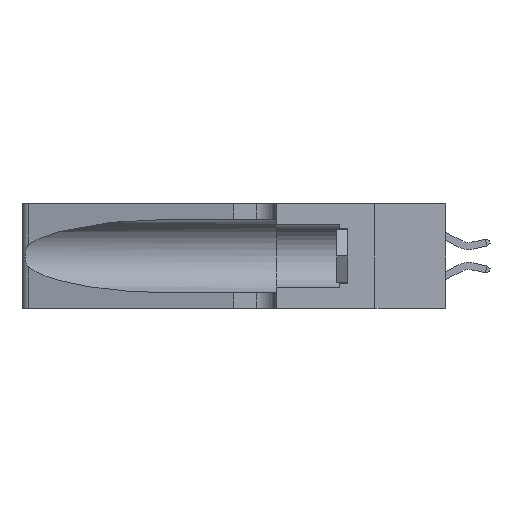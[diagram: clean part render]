
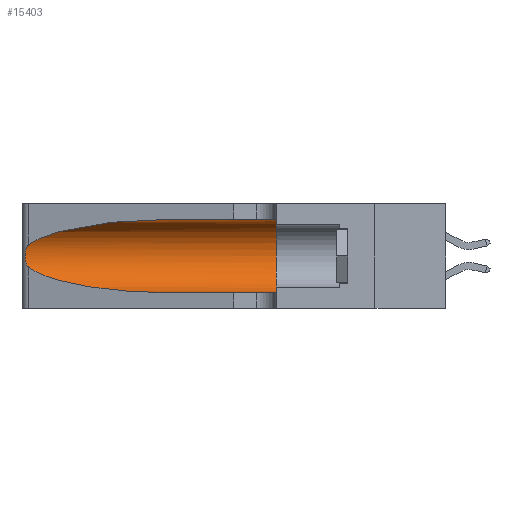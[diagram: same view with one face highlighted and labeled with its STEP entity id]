
A CAD part, left-side view. The second image highlights one B-rep face of the part: STEP entity #15403.
In plain terms, the highlighted cylindrical face has radius 3.308 mm (diameter 6.617 mm), a partial arc.
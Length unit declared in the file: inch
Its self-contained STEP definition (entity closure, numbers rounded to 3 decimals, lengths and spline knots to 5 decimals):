
#615 = VERTEX_POINT ( 'NONE', #17115 ) ;
#673 = CARTESIAN_POINT ( 'NONE',  ( 0.25487, 1.22718, 0.14631 ) ) ;
#1081 = CARTESIAN_POINT ( 'NONE',  ( 0.1305, 0.72297, 0.05475 ) ) ;
#1592 = DIRECTION ( 'NONE',  ( 0., -1., 0. ) ) ;
#1779 = EDGE_CURVE ( 'NONE', #14538, #8252, #10194, .T. ) ;
#2591 = CARTESIAN_POINT ( 'NONE',  ( 0.25787, 1.23484, 0.2124 ) ) ;
#2596 = CARTESIAN_POINT ( 'NONE',  ( 0.25487, 1.22718, 0.22369 ) ) ;
#2947 = DIRECTION ( 'NONE',  ( 0., -1., 0. ) ) ;
#3131 =( BOUNDED_CURVE ( )  B_SPLINE_CURVE ( 3, ( #4814, #13375, #16142, #7718 ),
 .UNSPECIFIED., .F., .T. ) 
 B_SPLINE_CURVE_WITH_KNOTS ( ( 4, 4 ),
 ( 1.5708, 2.84003 ),
 .UNSPECIFIED. ) 
 CURVE ( )  GEOMETRIC_REPRESENTATION_ITEM ( )  RATIONAL_B_SPLINE_CURVE ( ( 1., 0.87, 0.87, 1. ) ) 
 REPRESENTATION_ITEM ( '' )  );
#3771 = EDGE_CURVE ( 'NONE', #8578, #7716, #4816, .T. ) ;
#4814 = CARTESIAN_POINT ( 'NONE',  ( 0.1305, 0.72297, 0.31525 ) ) ;
#4816 = B_SPLINE_CURVE_WITH_KNOTS ( 'NONE', 3,
 ( #2596, #5204, #5041, #2591, #5569, #5545, #5518, #5503, #5477, #5456, #7523, #7506, #7489, #7461 ),
 .UNSPECIFIED., .F., .F.,
 ( 4, 2, 2, 2, 2, 2, 4 ),
 ( 0., 0.00027, 0.00053, 0.00107, 0.0016, 0.00187, 0.00214 ),
 .UNSPECIFIED. ) ;
#5041 = CARTESIAN_POINT ( 'NONE',  ( 0.25639, 1.23184, 0.21858 ) ) ;
#5204 = CARTESIAN_POINT ( 'NONE',  ( 0.25555, 1.22994, 0.2215 ) ) ;
#5432 = EDGE_CURVE ( 'NONE', #14538, #8578, #3131, .T. ) ;
#5456 = CARTESIAN_POINT ( 'NONE',  ( 0.25856, 1.23593, 0.16098 ) ) ;
#5477 = CARTESIAN_POINT ( 'NONE',  ( 0.26017, 1.23833, 0.17102 ) ) ;
#5503 = CARTESIAN_POINT ( 'NONE',  ( 0.26075, 1.23896, 0.178 ) ) ;
#5518 = CARTESIAN_POINT ( 'NONE',  ( 0.26075, 1.23896, 0.19203 ) ) ;
#5545 = CARTESIAN_POINT ( 'NONE',  ( 0.26018, 1.23835, 0.19895 ) ) ;
#5569 = CARTESIAN_POINT ( 'NONE',  ( 0.25854, 1.2359, 0.20912 ) ) ;
#5738 = CARTESIAN_POINT ( 'NONE',  ( 0.1305, 1.61858, 0.31525 ) ) ;
#6542 = LINE ( 'NONE', #6888, #17305 ) ;
#6802 = CARTESIAN_POINT ( 'NONE',  ( 0.1305, 0.72297, 0.31525 ) ) ;
#6888 = CARTESIAN_POINT ( 'NONE',  ( 0.1305, 1.61858, 0.05475 ) ) ;
#7444 = CARTESIAN_POINT ( 'NONE',  ( 0.1305, 0.35, 0.185 ) ) ;
#7461 = CARTESIAN_POINT ( 'NONE',  ( 0.25487, 1.22718, 0.14631 ) ) ;
#7489 = CARTESIAN_POINT ( 'NONE',  ( 0.25555, 1.22993, 0.14849 ) ) ;
#7506 = CARTESIAN_POINT ( 'NONE',  ( 0.25639, 1.23186, 0.15144 ) ) ;
#7523 = CARTESIAN_POINT ( 'NONE',  ( 0.25789, 1.23486, 0.15765 ) ) ;
#7716 = VERTEX_POINT ( 'NONE', #673 ) ;
#7718 = CARTESIAN_POINT ( 'NONE',  ( 0.25487, 1.22718, 0.22369 ) ) ;
#8252 = VERTEX_POINT ( 'NONE', #14763 ) ;
#8324 = CARTESIAN_POINT ( 'NONE',  ( 0.25487, 1.22718, 0.14631 ) ) ;
#8578 = VERTEX_POINT ( 'NONE', #15389 ) ;
#8791 =( BOUNDED_CURVE ( )  B_SPLINE_CURVE ( 3, ( #8324, #18048, #9770, #1081 ),
 .UNSPECIFIED., .F., .F. ) 
 B_SPLINE_CURVE_WITH_KNOTS ( ( 4, 4 ),
 ( 3.44316, 4.71239 ),
 .UNSPECIFIED. ) 
 CURVE ( )  GEOMETRIC_REPRESENTATION_ITEM ( )  RATIONAL_B_SPLINE_CURVE ( ( 1., 0.87, 0.87, 1. ) ) 
 REPRESENTATION_ITEM ( '' )  );
#8801 = CARTESIAN_POINT ( 'NONE',  ( 0.1305, 1.61858, 0.185 ) ) ;
#8894 = DIRECTION ( 'NONE',  ( 0., 0., 1. ) ) ;
#9158 = ORIENTED_EDGE ( 'NONE', *, *, #3771, .T. ) ;
#9770 = CARTESIAN_POINT ( 'NONE',  ( 0.18966, 0.96281, 0.05475 ) ) ;
#9921 = EDGE_CURVE ( 'NONE', #7716, #14474, #8791, .T. ) ;
#10168 = EDGE_CURVE ( 'NONE', #8252, #615, #12077, .T. ) ;
#10194 = LINE ( 'NONE', #5738, #17135 ) ;
#12077 = CIRCLE ( 'NONE', #14248, 0.13025 ) ;
#13375 = CARTESIAN_POINT ( 'NONE',  ( 0.18966, 0.96281, 0.31525 ) ) ;
#13727 = AXIS2_PLACEMENT_3D ( 'NONE', #8801, #1592, #17138 ) ;
#13914 = EDGE_CURVE ( 'NONE', #14474, #615, #6542, .T. ) ;
#14033 = ORIENTED_EDGE ( 'NONE', *, *, #13914, .T. ) ;
#14132 = ORIENTED_EDGE ( 'NONE', *, *, #10168, .F. ) ;
#14248 = AXIS2_PLACEMENT_3D ( 'NONE', #7444, #17226, #8894 ) ;
#14461 = ORIENTED_EDGE ( 'NONE', *, *, #5432, .T. ) ;
#14474 = VERTEX_POINT ( 'NONE', #15114 ) ;
#14538 = VERTEX_POINT ( 'NONE', #6802 ) ;
#14540 = FACE_OUTER_BOUND ( 'NONE', #15819, .T. ) ;
#14574 = ORIENTED_EDGE ( 'NONE', *, *, #1779, .F. ) ;
#14763 = CARTESIAN_POINT ( 'NONE',  ( 0.1305, 0.35, 0.31525 ) ) ;
#15108 = ORIENTED_EDGE ( 'NONE', *, *, #9921, .T. ) ;
#15114 = CARTESIAN_POINT ( 'NONE',  ( 0.1305, 0.72297, 0.05475 ) ) ;
#15389 = CARTESIAN_POINT ( 'NONE',  ( 0.25487, 1.22718, 0.22369 ) ) ;
#15403 = ADVANCED_FACE ( 'NONE', ( #14540 ), #17272, .F. ) ;
#15819 = EDGE_LOOP ( 'NONE', ( #14461, #9158, #15108, #14033, #14132, #14574 ) ) ;
#16142 = CARTESIAN_POINT ( 'NONE',  ( 0.2373, 1.15595, 0.28018 ) ) ;
#17115 = CARTESIAN_POINT ( 'NONE',  ( 0.1305, 0.35, 0.05475 ) ) ;
#17135 = VECTOR ( 'NONE', #2947, 39.37008 ) ;
#17138 = DIRECTION ( 'NONE',  ( 0., 0., -1. ) ) ;
#17226 = DIRECTION ( 'NONE',  ( 0., 1., 0. ) ) ;
#17272 = CYLINDRICAL_SURFACE ( 'NONE', #13727, 0.13025 ) ;
#17305 = VECTOR ( 'NONE', #18063, 39.37008 ) ;
#18048 = CARTESIAN_POINT ( 'NONE',  ( 0.2373, 1.15595, 0.08982 ) ) ;
#18063 = DIRECTION ( 'NONE',  ( 0., -1., 0. ) ) ;
